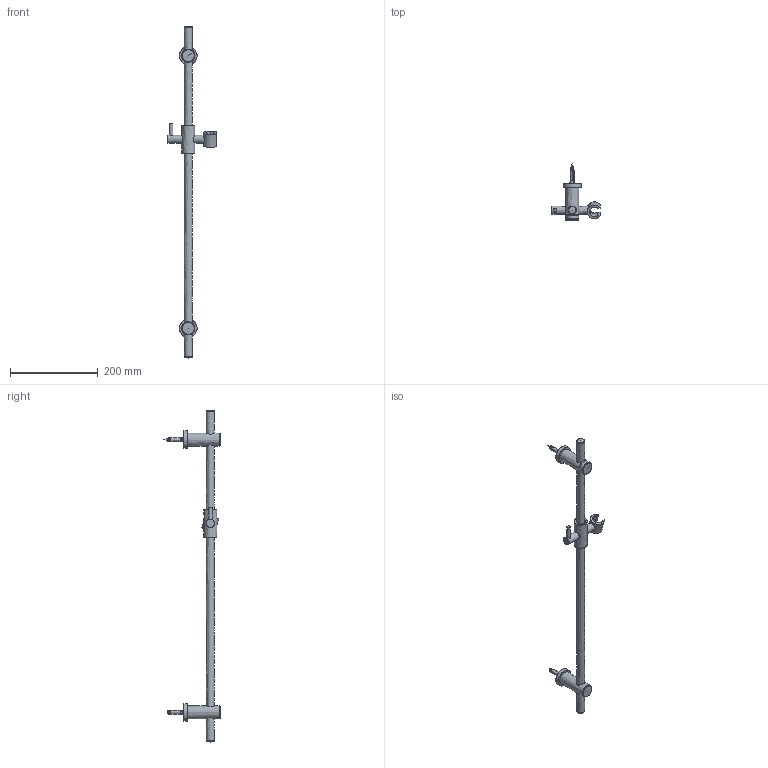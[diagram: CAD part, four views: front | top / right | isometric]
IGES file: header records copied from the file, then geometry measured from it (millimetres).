
Start section: C
Global section: file name: M301.igs; native system: By Siemens PLM Incorporated; preprocessor: XPlus GENERIC/IGES 18.0.17; author: Author; organization: Title; date: 20160422.080213; units: millimetre
Bounding box: 109.16 x 128.29 x 754.8 mm (x, y, z)
Volume: 254.5 mm3; surface area: 103833.1 mm2
Topology: 1 solids, 1 shells, 130 faces, 849 edges, 843 vertices
Faces by surface type: bspline 130
